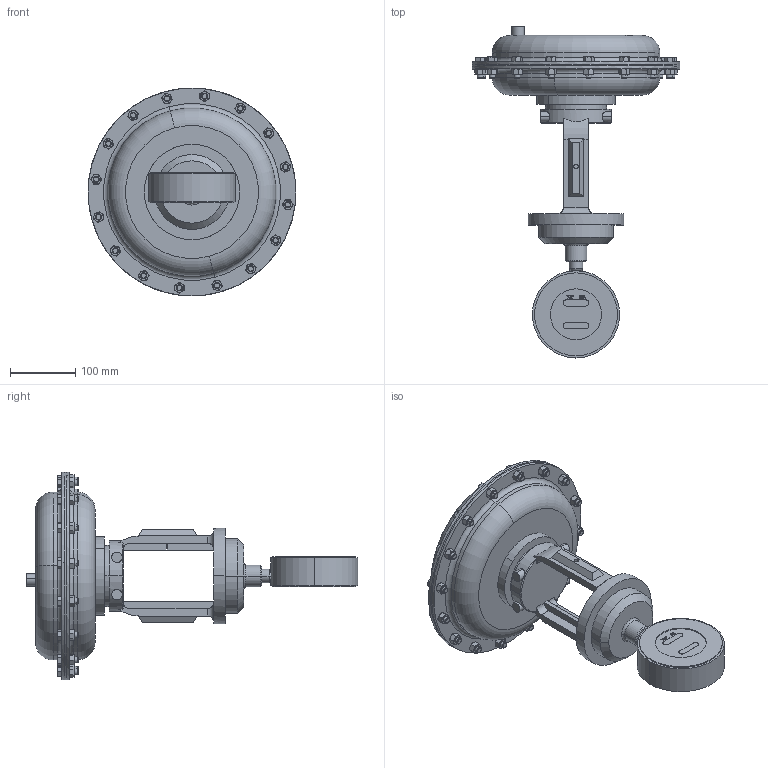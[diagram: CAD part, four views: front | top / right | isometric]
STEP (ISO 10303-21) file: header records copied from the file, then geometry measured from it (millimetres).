
FILE_DESCRIPTION (( 'STEP AP203' ), '1' );
FILE_NAME ('75-300-CB+SB-I3-55M.STEP', '2017-08-24T15:39:24', ( '' ), ( '' ), 'SwSTEP 2.0', 'SolidWorks 2014', '' );
FILE_SCHEMA (( 'CONFIG_CONTROL_DESIGN' ));
Length unit declared in the file: inch
Products named in the file (1): 75-300-CB+SB-I3-55M
Bounding box: 317.28 x 506.95 x 317.33 mm (x, y, z)
Volume: 6660290.7 mm3; surface area: 380304.2 mm2
Topology: 1 solids, 1 shells, 831 faces, 1912 edges, 1157 vertices
Faces by surface type: plane 342, cone 332, cylinder 102, bspline 42, torus 13
Entity records: 28872 total; most frequent: CARTESIAN_POINT 11156, ORIENTED_EDGE 3824, DIRECTION 3346, EDGE_CURVE 1912, AXIS2_PLACEMENT_3D 1336, VERTEX_POINT 1157, EDGE_LOOP 909, ADVANCED_FACE 831
